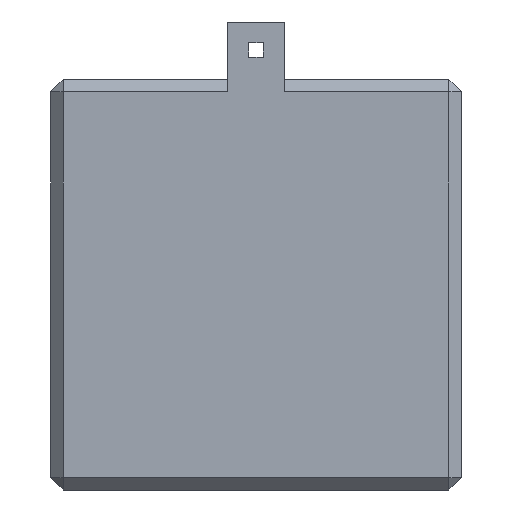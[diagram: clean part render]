
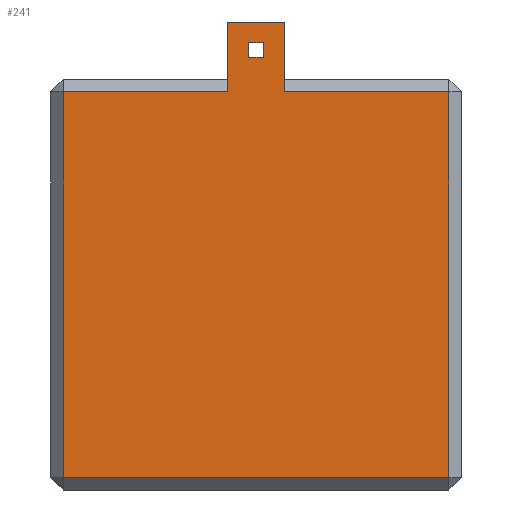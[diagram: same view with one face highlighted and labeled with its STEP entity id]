
A CAD part, left-side view. The second image highlights one B-rep face of the part: STEP entity #241.
In plain terms, the highlighted planar face has unit normal (-1, 0, 0).
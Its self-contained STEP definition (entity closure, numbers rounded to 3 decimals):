
#22 = VERTEX_POINT ( 'NONE', #1465 ) ;
#37 = ORIENTED_EDGE ( 'NONE', *, *, #861, .T. ) ;
#39 = EDGE_CURVE ( 'NONE', #989, #1422, #628, .T. ) ;
#40 = CARTESIAN_POINT ( 'NONE',  ( 0., 24.1, 52.7 ) ) ;
#48 = EDGE_CURVE ( 'NONE', #476, #695, #483, .T. ) ;
#59 = CARTESIAN_POINT ( 'NONE',  ( 0., 28.5, 48.5 ) ) ;
#69 = VECTOR ( 'NONE', #957, 1000. ) ;
#80 = DIRECTION ( 'NONE',  ( 0., 0., 1. ) ) ;
#84 = ORIENTED_EDGE ( 'NONE', *, *, #1204, .T. ) ;
#85 = EDGE_CURVE ( 'NONE', #695, #22, #889, .T. ) ;
#111 = CARTESIAN_POINT ( 'NONE',  ( 0., 0., 50. ) ) ;
#137 = FACE_BOUND ( 'NONE', #397, .T. ) ;
#158 = EDGE_CURVE ( 'NONE', #982, #486, #1770, .T. ) ;
#187 = LINE ( 'NONE', #575, #1544 ) ;
#235 = DIRECTION ( 'NONE',  ( 0., 1., 0. ) ) ;
#241 = ADVANCED_FACE ( 'NONE', ( #137, #1230 ), #1088, .F. ) ;
#255 = DIRECTION ( 'NONE',  ( 0., 0., 1. ) ) ;
#272 = ORIENTED_EDGE ( 'NONE', *, *, #39, .T. ) ;
#277 = EDGE_CURVE ( 'NONE', #1577, #989, #1514, .T. ) ;
#297 = VECTOR ( 'NONE', #520, 1000. ) ;
#325 = CARTESIAN_POINT ( 'NONE',  ( 0., 0., 54.5 ) ) ;
#343 = CARTESIAN_POINT ( 'NONE',  ( 0., 21.5, 40. ) ) ;
#350 = LINE ( 'NONE', #343, #615 ) ;
#359 = CARTESIAN_POINT ( 'NONE',  ( 0., 0., 1.5 ) ) ;
#397 = EDGE_LOOP ( 'NONE', ( #1418, #37, #1265, #1312 ) ) ;
#407 = VECTOR ( 'NONE', #80, 1000. ) ;
#411 = CARTESIAN_POINT ( 'NONE',  ( 0., 48.5, 1.5 ) ) ;
#414 = CARTESIAN_POINT ( 'NONE',  ( 0., 28.5, 57. ) ) ;
#434 = CARTESIAN_POINT ( 'NONE',  ( 0., 25.9, 54.5 ) ) ;
#450 = ORIENTED_EDGE ( 'NONE', *, *, #277, .T. ) ;
#460 = EDGE_CURVE ( 'NONE', #1118, #1072, #857, .T. ) ;
#476 = VERTEX_POINT ( 'NONE', #59 ) ;
#483 = LINE ( 'NONE', #758, #407 ) ;
#486 = VERTEX_POINT ( 'NONE', #40 ) ;
#487 = EDGE_CURVE ( 'NONE', #1422, #22, #350, .T. ) ;
#495 = EDGE_LOOP ( 'NONE', ( #509, #84, #1202, #533, #450, #272, #580, #1791 ) ) ;
#500 = VECTOR ( 'NONE', #1023, 1000. ) ;
#508 = CARTESIAN_POINT ( 'NONE',  ( 0., 21.5, 48.5 ) ) ;
#509 = ORIENTED_EDGE ( 'NONE', *, *, #48, .F. ) ;
#520 = DIRECTION ( 'NONE',  ( 0., 0., -1. ) ) ;
#533 = ORIENTED_EDGE ( 'NONE', *, *, #1060, .T. ) ;
#542 = CARTESIAN_POINT ( 'NONE',  ( 0., 48.5, 48.5 ) ) ;
#575 = CARTESIAN_POINT ( 'NONE',  ( 0., 0., 48.5 ) ) ;
#580 = ORIENTED_EDGE ( 'NONE', *, *, #487, .T. ) ;
#584 = VECTOR ( 'NONE', #619, 1000. ) ;
#615 = VECTOR ( 'NONE', #1552, 1000. ) ;
#619 = DIRECTION ( 'NONE',  ( 0., -1., 0. ) ) ;
#622 = CARTESIAN_POINT ( 'NONE',  ( 0., 0., 52.7 ) ) ;
#628 = LINE ( 'NONE', #1583, #1774 ) ;
#632 = LINE ( 'NONE', #359, #1691 ) ;
#695 = VERTEX_POINT ( 'NONE', #414 ) ;
#758 = CARTESIAN_POINT ( 'NONE',  ( 0., 28.5, 40. ) ) ;
#765 = DIRECTION ( 'NONE',  ( 0., 1., 0. ) ) ;
#785 = DIRECTION ( 'NONE',  ( 0., 0., -1. ) ) ;
#857 = LINE ( 'NONE', #1270, #500 ) ;
#859 = VERTEX_POINT ( 'NONE', #1541 ) ;
#861 = EDGE_CURVE ( 'NONE', #1165, #982, #1139, .T. ) ;
#867 = DIRECTION ( 'NONE',  ( 0., -1., 0. ) ) ;
#889 = LINE ( 'NONE', #1754, #584 ) ;
#902 = DIRECTION ( 'NONE',  ( 0., -1., 0. ) ) ;
#913 = LINE ( 'NONE', #622, #1102 ) ;
#926 = CARTESIAN_POINT ( 'NONE',  ( 0., 24.1, 54.5 ) ) ;
#957 = DIRECTION ( 'NONE',  ( 0., 0., 1. ) ) ;
#964 = LINE ( 'NONE', #1235, #1132 ) ;
#980 = CARTESIAN_POINT ( 'NONE',  ( 0., 1.5, 1.5 ) ) ;
#982 = VERTEX_POINT ( 'NONE', #926 ) ;
#983 = DIRECTION ( 'NONE',  ( 0., 1., 0. ) ) ;
#986 = CARTESIAN_POINT ( 'NONE',  ( 0., 1.5, 50. ) ) ;
#989 = VERTEX_POINT ( 'NONE', #1483 ) ;
#1023 = DIRECTION ( 'NONE',  ( 0., 0., -1. ) ) ;
#1060 = EDGE_CURVE ( 'NONE', #1072, #1577, #632, .T. ) ;
#1072 = VERTEX_POINT ( 'NONE', #411 ) ;
#1088 = PLANE ( 'NONE',  #1392 ) ;
#1102 = VECTOR ( 'NONE', #235, 1000. ) ;
#1118 = VERTEX_POINT ( 'NONE', #542 ) ;
#1130 = EDGE_CURVE ( 'NONE', #859, #1165, #964, .T. ) ;
#1132 = VECTOR ( 'NONE', #255, 1000. ) ;
#1139 = LINE ( 'NONE', #325, #1183 ) ;
#1165 = VERTEX_POINT ( 'NONE', #434 ) ;
#1183 = VECTOR ( 'NONE', #867, 1000. ) ;
#1202 = ORIENTED_EDGE ( 'NONE', *, *, #460, .T. ) ;
#1204 = EDGE_CURVE ( 'NONE', #476, #1118, #187, .T. ) ;
#1230 = FACE_OUTER_BOUND ( 'NONE', #495, .T. ) ;
#1235 = CARTESIAN_POINT ( 'NONE',  ( 0., 25.9, 50. ) ) ;
#1265 = ORIENTED_EDGE ( 'NONE', *, *, #158, .T. ) ;
#1270 = CARTESIAN_POINT ( 'NONE',  ( 0., 48.5, 50. ) ) ;
#1312 = ORIENTED_EDGE ( 'NONE', *, *, #1373, .T. ) ;
#1373 = EDGE_CURVE ( 'NONE', #486, #859, #913, .T. ) ;
#1392 = AXIS2_PLACEMENT_3D ( 'NONE', #111, #1515, #785 ) ;
#1418 = ORIENTED_EDGE ( 'NONE', *, *, #1130, .T. ) ;
#1422 = VERTEX_POINT ( 'NONE', #508 ) ;
#1465 = CARTESIAN_POINT ( 'NONE',  ( 0., 21.5, 57. ) ) ;
#1483 = CARTESIAN_POINT ( 'NONE',  ( 0., 1.5, 48.5 ) ) ;
#1514 = LINE ( 'NONE', #986, #69 ) ;
#1515 = DIRECTION ( 'NONE',  ( 1., 0., 0. ) ) ;
#1541 = CARTESIAN_POINT ( 'NONE',  ( 0., 25.9, 52.7 ) ) ;
#1544 = VECTOR ( 'NONE', #983, 1000. ) ;
#1552 = DIRECTION ( 'NONE',  ( 0., 0., 1. ) ) ;
#1577 = VERTEX_POINT ( 'NONE', #980 ) ;
#1583 = CARTESIAN_POINT ( 'NONE',  ( 0., 0., 48.5 ) ) ;
#1656 = CARTESIAN_POINT ( 'NONE',  ( 0., 24.1, 50. ) ) ;
#1691 = VECTOR ( 'NONE', #902, 1000. ) ;
#1754 = CARTESIAN_POINT ( 'NONE',  ( 0., 28.5, 57. ) ) ;
#1770 = LINE ( 'NONE', #1656, #297 ) ;
#1774 = VECTOR ( 'NONE', #765, 1000. ) ;
#1791 = ORIENTED_EDGE ( 'NONE', *, *, #85, .F. ) ;
